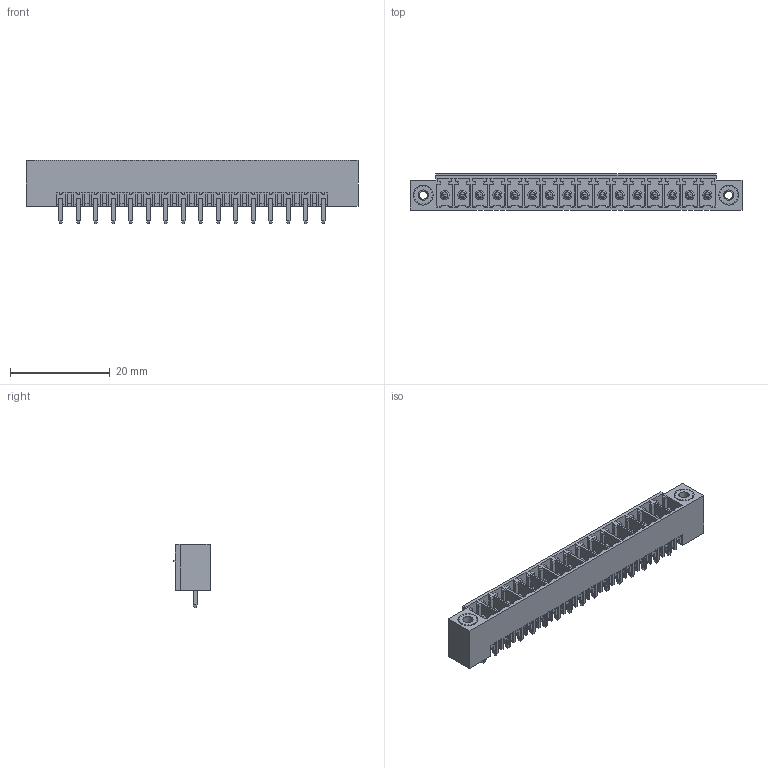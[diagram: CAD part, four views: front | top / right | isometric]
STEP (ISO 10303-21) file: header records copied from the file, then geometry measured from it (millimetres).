
FILE_DESCRIPTION(('STEP AP214'),'1');
FILE_NAME('PV16-3,5-V-K.stp','2018-11-29T11:25:20',(' '),(' '),'Spatial InterOp 3D',' ',' ');
FILE_SCHEMA(('AUTOMOTIVE_DESIGN { 1 0 10303 214 1 1 1 1 }'));
Length unit declared in the file: metre
Products named in the file (1): 1
Bounding box: 66.4 x 7.25 x 12.6 mm (x, y, z)
Volume: 2366.6 mm3; surface area: 5368.6 mm2
Topology: 1 solids, 1 shells, 1239 faces, 3163 edges, 2014 vertices
Faces by surface type: plane 1116, cylinder 91, torus 16, cone 16
Full cylindrical faces by diameter (mm): 1.6 x2, 1.8 x16, 2.05 x2
Entity records: 46088 total; most frequent: CARTESIAN_POINT 6437, ORIENTED_EDGE 6214, DIRECTION 5769, EDGE_CURVE 3107, LINE 2861, VECTOR 2861, VERTEX_POINT 1994, AXIS2_PLACEMENT_3D 1454
